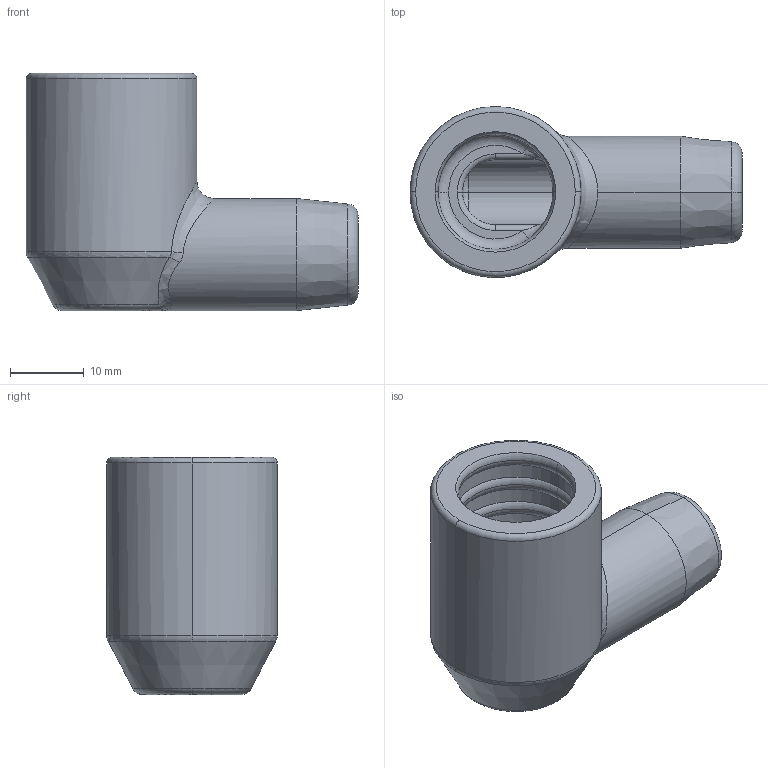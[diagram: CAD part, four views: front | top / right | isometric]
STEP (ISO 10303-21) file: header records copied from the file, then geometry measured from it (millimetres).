
FILE_DESCRIPTION (( 'STEP AP203' ), '1' );
FILE_NAME ('CB2.STEP', '2019-11-01T18:53:23', ( 'tempuser' ), ( 'Microsoft' ), 'SwSTEP 2.0', 'SolidWorks 2019', '' );
FILE_SCHEMA (( 'CONFIG_CONTROL_DESIGN' ));
Length unit declared in the file: inch
Products named in the file (1): CB2
Bounding box: 45.15 x 23.24 x 32.26 mm (x, y, z)
Volume: 10870.1 mm3; surface area: 5732.5 mm2
Topology: 1 solids, 1 shells, 78 faces, 179 edges, 99 vertices
Faces by surface type: torus 26, cylinder 18, bspline 18, cone 9, plane 7
Entity records: 3253 total; most frequent: CARTESIAN_POINT 1553, ORIENTED_EDGE 350, DIRECTION 340, EDGE_CURVE 175, AXIS2_PLACEMENT_3D 156, VERTEX_POINT 99, CIRCLE 95, EDGE_LOOP 80
